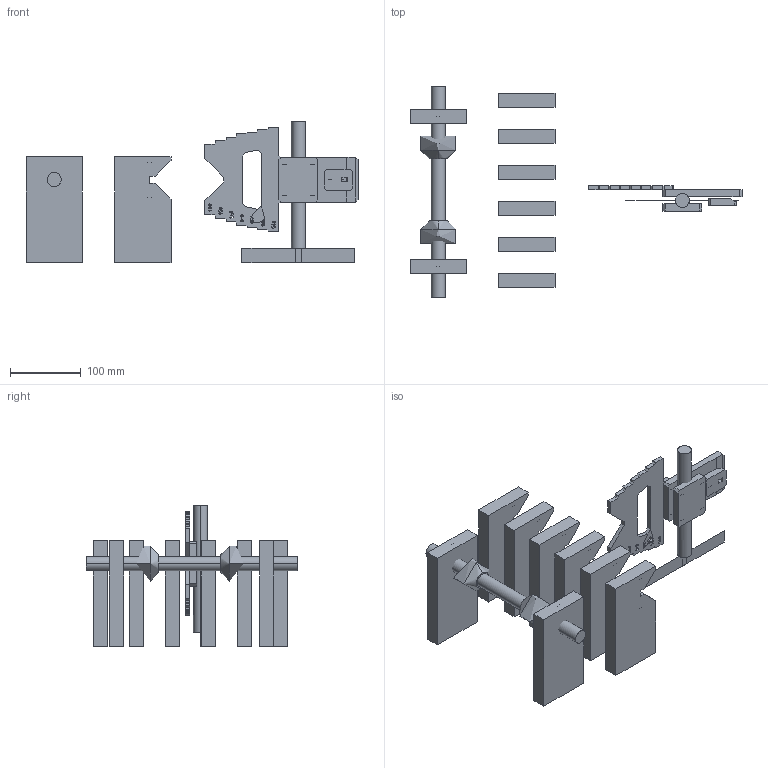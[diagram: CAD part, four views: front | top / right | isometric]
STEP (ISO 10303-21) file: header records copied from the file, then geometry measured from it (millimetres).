
FILE_DESCRIPTION(/* description */ (''),/* implementation_level */ '2;1');
FILE_NAME(/* name */ 'SurfaceJigLines',/* time_stamp */ '2024-01-16T16:01:05+02:00',/* author */ (''),/* organization */ (''),/* preprocessor_version */ 'ST-DEVELOPER v16.5',/* originating_system */ 'Rhino 7.36',/* authorisation */ '');
FILE_SCHEMA (('CONFIG_CONTROL_DESIGN'));
Length unit declared in the file: millimetre
Products named in the file (1): Document
Bounding box: 470.5 x 300 x 200 mm (x, y, z)
Volume: 2605096.1 mm3; surface area: 427858 mm2
Topology: 26 solids, 26 shells, 448 faces, 1256 edges, 860 vertices
Faces by surface type: plane 261, cylinder 123, bspline 64
Entity records: 16197 total; most frequent: CARTESIAN_POINT 8357, ORIENTED_EDGE 2382, EDGE_CURVE 1191, VERTEX_POINT 794, EDGE_LOOP 561, B_SPLINE_CURVE_WITH_KNOTS 531, ADVANCED_FACE 448, FACE_OUTER_BOUND 448
